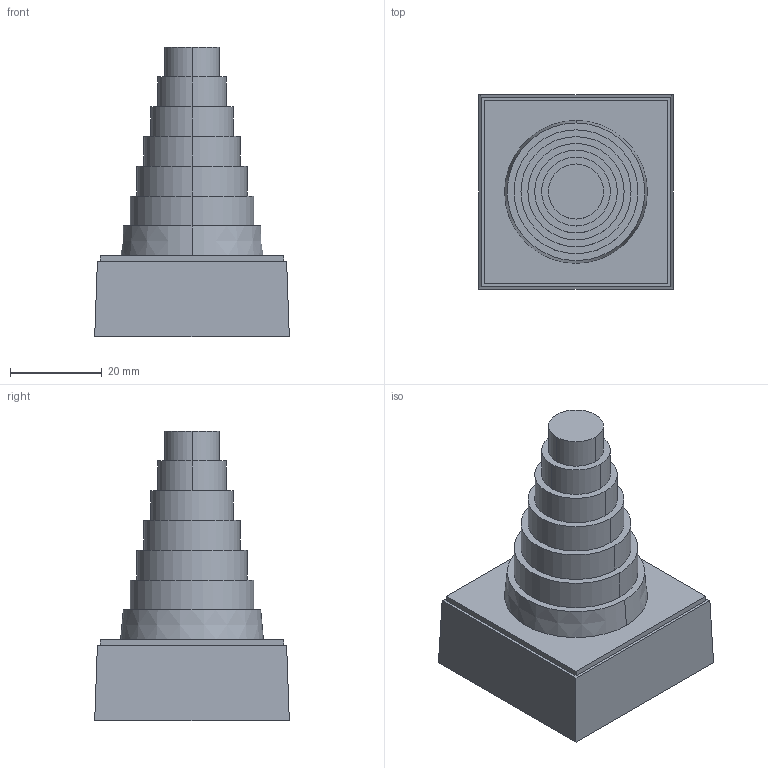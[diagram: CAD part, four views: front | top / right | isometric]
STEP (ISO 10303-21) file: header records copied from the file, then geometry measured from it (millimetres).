
FILE_DESCRIPTION(('CATIA V5R24 STEP','CAx-IF Rec.Pracs.--- Model Styling and Organization---1.2---2011-12-15'),'2;1');
FILE_NAME ('D1463309_0', '2018-09-07T10:45:55+00:00', ('Weidmueller Interface'), ('Weidmueller'), 'CATIA Version 5-6 Release 2014 SP4 HF52', 'CATIA V5 STEP AP214', 'none');
FILE_SCHEMA(('AUTOMOTIVE_DESIGN { 1 0 10303 214 1 1 1 1 }'));
Length unit declared in the file: millimetre
Products named in the file (1): 67190_CABTITE_CSE_2-24_LRG_BK
Bounding box: 42.41 x 42.41 x 63.2 mm (x, y, z)
Volume: 48025.7 mm3; surface area: 9417.6 mm2
Topology: 1 solids, 1 shells, 34 faces, 86 edges, 62 vertices
Faces by surface type: plane 18, cylinder 14, cone 2
Entity records: 1023 total; most frequent: CARTESIAN_POINT 179, ORIENTED_EDGE 172, DIRECTION 146, EDGE_CURVE 86, AXIS2_PLACEMENT_3D 77, VERTEX_POINT 62, CIRCLE 46, EDGE_LOOP 42
